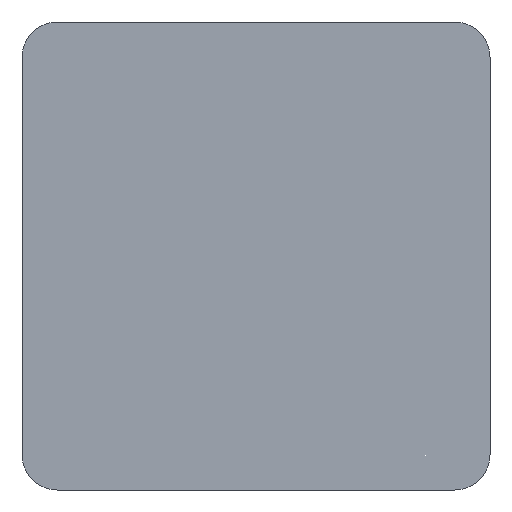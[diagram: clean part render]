
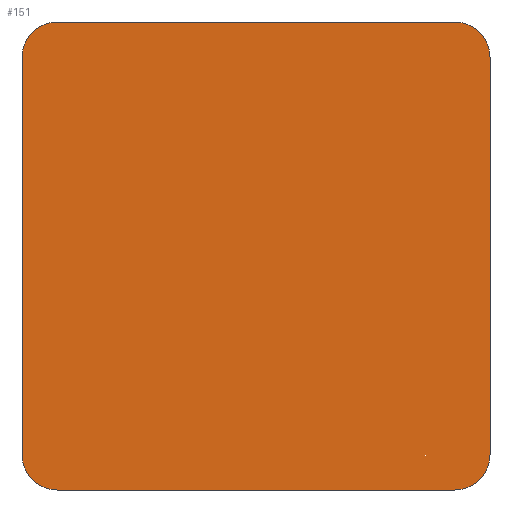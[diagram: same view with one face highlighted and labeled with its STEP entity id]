
A CAD part, front view. The second image highlights one B-rep face of the part: STEP entity #151.
In plain terms, the highlighted planar face has unit normal (0, -1, 0).
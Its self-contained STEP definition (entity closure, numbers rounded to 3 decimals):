
#2 = DIRECTION ( 'NONE',  ( 0., -1., 0. ) ) ;
#9 = DIRECTION ( 'NONE',  ( 1., 0., 0. ) ) ;
#14 = VERTEX_POINT ( 'NONE', #337 ) ;
#15 = CARTESIAN_POINT ( 'NONE',  ( -2.825, 0., -3.325 ) ) ;
#18 = ORIENTED_EDGE ( 'NONE', *, *, #148, .T. ) ;
#20 = ORIENTED_EDGE ( 'NONE', *, *, #239, .F. ) ;
#26 = VECTOR ( 'NONE', #9, 1000. ) ;
#29 = AXIS2_PLACEMENT_3D ( 'NONE', #235, #229, #341 ) ;
#30 = FACE_OUTER_BOUND ( 'NONE', #227, .T. ) ;
#31 = VECTOR ( 'NONE', #313, 1000. ) ;
#37 = CIRCLE ( 'NONE', #87, 0.5 ) ;
#43 = VERTEX_POINT ( 'NONE', #156 ) ;
#45 = VERTEX_POINT ( 'NONE', #338 ) ;
#52 = DIRECTION ( 'NONE',  ( -1., 0., 0. ) ) ;
#54 = DIRECTION ( 'NONE',  ( 0., -1., 0. ) ) ;
#58 = DIRECTION ( 'NONE',  ( 0., -1., 0. ) ) ;
#59 = CARTESIAN_POINT ( 'NONE',  ( 2.825, 0., -3.325 ) ) ;
#70 = EDGE_CURVE ( 'NONE', #71, #45, #278, .T. ) ;
#71 = VERTEX_POINT ( 'NONE', #205 ) ;
#76 = EDGE_CURVE ( 'NONE', #173, #270, #315, .T. ) ;
#79 = CARTESIAN_POINT ( 'NONE',  ( 2.825, 0., 2.825 ) ) ;
#80 = AXIS2_PLACEMENT_3D ( 'NONE', #218, #58, #82 ) ;
#82 = DIRECTION ( 'NONE',  ( 0., 0., -1. ) ) ;
#87 = AXIS2_PLACEMENT_3D ( 'NONE', #79, #54, #160 ) ;
#106 = CARTESIAN_POINT ( 'NONE',  ( 3.325, 0., 3.325 ) ) ;
#107 = VECTOR ( 'NONE', #191, 1000. ) ;
#110 = LINE ( 'NONE', #189, #107 ) ;
#113 = VERTEX_POINT ( 'NONE', #158 ) ;
#117 = VECTOR ( 'NONE', #52, 1000. ) ;
#121 = ORIENTED_EDGE ( 'NONE', *, *, #70, .T. ) ;
#124 = ORIENTED_EDGE ( 'NONE', *, *, #159, .F. ) ;
#125 = EDGE_CURVE ( 'NONE', #173, #43, #236, .T. ) ;
#131 = EDGE_CURVE ( 'NONE', #14, #43, #207, .T. ) ;
#132 = CARTESIAN_POINT ( 'NONE',  ( 2.825, 0., -2.825 ) ) ;
#134 = CARTESIAN_POINT ( 'NONE',  ( -3.325, 0., -3.325 ) ) ;
#148 = EDGE_CURVE ( 'NONE', #14, #171, #37, .T. ) ;
#151 = ADVANCED_FACE ( 'NONE', ( #30 ), #180, .T. ) ;
#154 = ORIENTED_EDGE ( 'NONE', *, *, #131, .F. ) ;
#156 = CARTESIAN_POINT ( 'NONE',  ( 3.325, 0., -2.825 ) ) ;
#158 = CARTESIAN_POINT ( 'NONE',  ( -3.325, 0., -2.825 ) ) ;
#159 = EDGE_CURVE ( 'NONE', #113, #45, #110, .T. ) ;
#160 = DIRECTION ( 'NONE',  ( 0., 0., -1. ) ) ;
#170 = CARTESIAN_POINT ( 'NONE',  ( -3.325, 0., 3.325 ) ) ;
#171 = VERTEX_POINT ( 'NONE', #260 ) ;
#173 = VERTEX_POINT ( 'NONE', #59 ) ;
#179 = AXIS2_PLACEMENT_3D ( 'NONE', #132, #2, #309 ) ;
#180 = PLANE ( 'NONE',  #183 ) ;
#183 = AXIS2_PLACEMENT_3D ( 'NONE', #281, #254, #327 ) ;
#185 = EDGE_CURVE ( 'NONE', #113, #270, #255, .T. ) ;
#189 = CARTESIAN_POINT ( 'NONE',  ( -3.325, 0., 3.325 ) ) ;
#191 = DIRECTION ( 'NONE',  ( 0., 0., 1. ) ) ;
#205 = CARTESIAN_POINT ( 'NONE',  ( -2.825, 0., 3.325 ) ) ;
#207 = LINE ( 'NONE', #106, #31 ) ;
#218 = CARTESIAN_POINT ( 'NONE',  ( -2.825, 0., -2.825 ) ) ;
#223 = ORIENTED_EDGE ( 'NONE', *, *, #125, .T. ) ;
#227 = EDGE_LOOP ( 'NONE', ( #326, #223, #154, #18, #20, #121, #124, #273 ) ) ;
#229 = DIRECTION ( 'NONE',  ( 0., -1., 0. ) ) ;
#235 = CARTESIAN_POINT ( 'NONE',  ( -2.825, 0., 2.825 ) ) ;
#236 = CIRCLE ( 'NONE', #179, 0.5 ) ;
#239 = EDGE_CURVE ( 'NONE', #71, #171, #305, .T. ) ;
#254 = DIRECTION ( 'NONE',  ( 0., -1., 0. ) ) ;
#255 = CIRCLE ( 'NONE', #80, 0.5 ) ;
#260 = CARTESIAN_POINT ( 'NONE',  ( 2.825, 0., 3.325 ) ) ;
#270 = VERTEX_POINT ( 'NONE', #15 ) ;
#273 = ORIENTED_EDGE ( 'NONE', *, *, #185, .T. ) ;
#278 = CIRCLE ( 'NONE', #29, 0.5 ) ;
#281 = CARTESIAN_POINT ( 'NONE',  ( 0., 0., 0. ) ) ;
#305 = LINE ( 'NONE', #170, #26 ) ;
#309 = DIRECTION ( 'NONE',  ( 0., 0., -1. ) ) ;
#313 = DIRECTION ( 'NONE',  ( 0., 0., -1. ) ) ;
#315 = LINE ( 'NONE', #134, #117 ) ;
#326 = ORIENTED_EDGE ( 'NONE', *, *, #76, .F. ) ;
#327 = DIRECTION ( 'NONE',  ( 0., 0., -1. ) ) ;
#337 = CARTESIAN_POINT ( 'NONE',  ( 3.325, 0., 2.825 ) ) ;
#338 = CARTESIAN_POINT ( 'NONE',  ( -3.325, 0., 2.825 ) ) ;
#341 = DIRECTION ( 'NONE',  ( 0., 0., -1. ) ) ;
